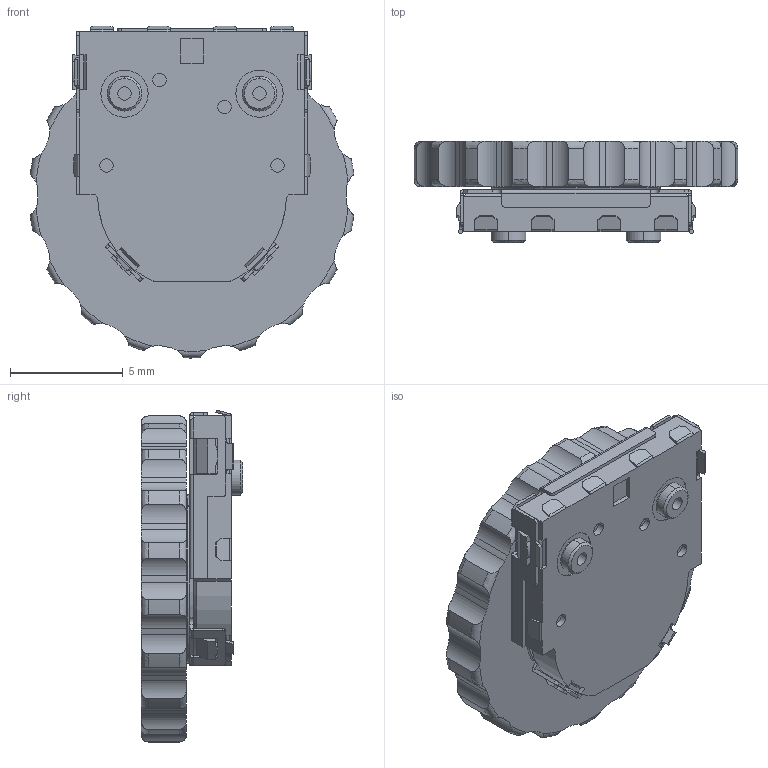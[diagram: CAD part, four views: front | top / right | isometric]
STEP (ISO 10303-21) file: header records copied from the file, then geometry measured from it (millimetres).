
FILE_DESCRIPTION((''),'2;1');
FILE_NAME('SIQ-02FVS3_ASM','2009-07-07T',('887027'),('Nihon Parametric Technology K.K.'),'PRO/ENGINEER BY PARAMETRIC TECHNOLOGY CORPORATION, 2006240','PRO/ENGINEER BY PARAMETRIC TECHNOLOGY CORPORATION, 2006240','');
FILE_SCHEMA(('CONFIG_CONTROL_DESIGN'));
Length unit declared in the file: millimetre
Products named in the file (5): SIQ_BASE_ASM; SIQ_COVER; SIQ_ROTOR_ASM; DIAL_KNOB; SIQ-02FVS3_ASM
Assembly tree (4 placements, depth 2):
  SIQ-02FVS3_ASM
    SIQ_BASE_ASM
    SIQ_COVER
    SIQ_ROTOR_ASM
    DIAL_KNOB
Bounding box: 14.38 x 4.5 x 14.76 mm (x, y, z)
Volume: 459.2 mm3; surface area: 972.5 mm2
Topology: 6 solids, 6 shells, 534 faces, 1429 edges, 918 vertices
Faces by surface type: plane 253, cylinder 195, torus 50, cone 22, bspline 10, sphere 4
Entity records: 17968 total; most frequent: CARTESIAN_POINT 4280, DIRECTION 2909, ORIENTED_EDGE 2850, EDGE_CURVE 1425, AXIS2_PLACEMENT_3D 1063, VERTEX_POINT 918, VECTOR 783, LINE 783
